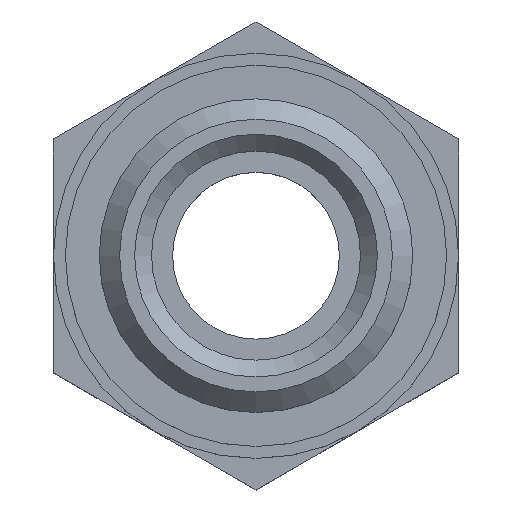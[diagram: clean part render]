
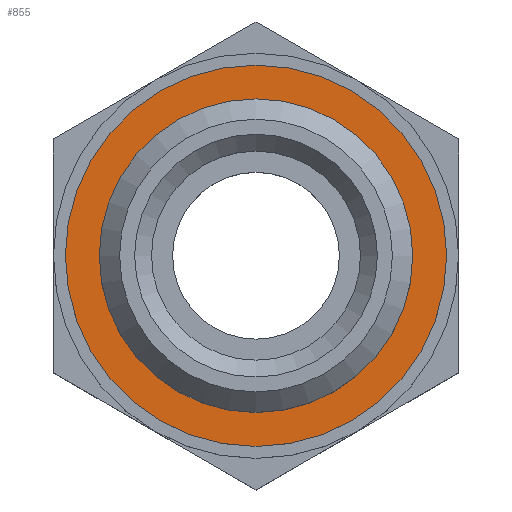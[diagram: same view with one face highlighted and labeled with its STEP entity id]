
A CAD part, top view. The second image highlights one B-rep face of the part: STEP entity #855.
In plain terms, the highlighted planar face has unit normal (0, 0, 1).
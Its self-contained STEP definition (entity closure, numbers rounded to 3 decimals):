
#141=ORIENTED_EDGE('',*,*,#241,.F.);
#142=ORIENTED_EDGE('',*,*,#240,.T.);
#240=EDGE_CURVE('',#295,#295,#338,.T.);
#241=EDGE_CURVE('',#296,#296,#339,.T.);
#295=VERTEX_POINT('',#1265);
#296=VERTEX_POINT('',#1268);
#338=CIRCLE('',#928,6.579);
#339=CIRCLE('',#930,8.);
#393=EDGE_LOOP('',(#141));
#394=EDGE_LOOP('',(#142));
#469=FACE_BOUND('',#393,.T.);
#470=FACE_BOUND('',#394,.T.);
#509=PLANE('',#929);
#855=ADVANCED_FACE('',(#469,#470),#509,.F.);
#928=AXIS2_PLACEMENT_3D('',#1264,#1059,#1060);
#929=AXIS2_PLACEMENT_3D('',#1266,#1061,#1062);
#930=AXIS2_PLACEMENT_3D('',#1267,#1063,#1064);
#1059=DIRECTION('',(0.,0.,-1.));
#1060=DIRECTION('',(-1.,0.,0.));
#1061=DIRECTION('',(0.,0.,-1.));
#1062=DIRECTION('',(-1.,0.,0.));
#1063=DIRECTION('',(0.,0.,-1.));
#1064=DIRECTION('',(-1.,0.,0.));
#1264=CARTESIAN_POINT('',(0.,0.,0.));
#1265=CARTESIAN_POINT('',(-6.579,0.,0.));
#1266=CARTESIAN_POINT('',(0.,0.,0.));
#1267=CARTESIAN_POINT('',(0.,0.,0.));
#1268=CARTESIAN_POINT('',(-8.,0.,0.));
